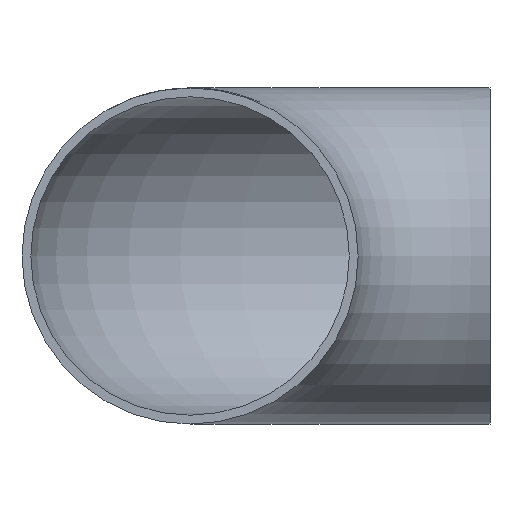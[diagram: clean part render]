
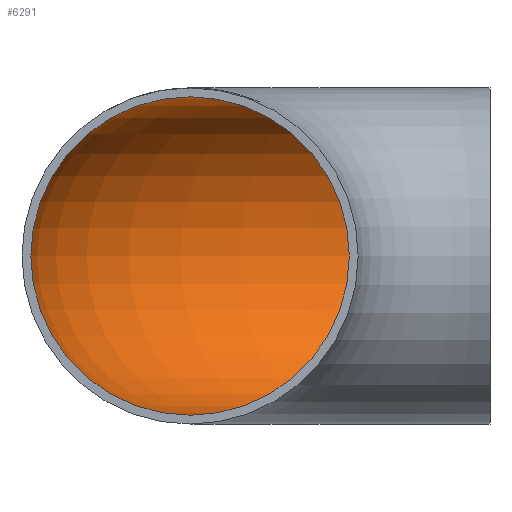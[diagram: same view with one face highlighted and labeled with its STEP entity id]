
A CAD part, front view. The second image highlights one B-rep face of the part: STEP entity #6291.
In plain terms, the highlighted toroidal (fillet/blend) face has major radius 102 mm and minor radius 54.15 mm.
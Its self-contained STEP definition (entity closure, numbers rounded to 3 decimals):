
#1084 = VERTEX_POINT ( 'NONE', #7267 ) ;
#1140 = CARTESIAN_POINT ( 'NONE',  ( -102., 0., 0. ) ) ;
#1500 = EDGE_CURVE ( 'NONE', #1084, #1084, #5848, .T. ) ;
#2187 = EDGE_LOOP ( 'NONE', ( #4103 ) ) ;
#2834 = DIRECTION ( 'NONE',  ( 0., 0., 1. ) ) ;
#3774 = CARTESIAN_POINT ( 'NONE',  ( 0., 102., 0. ) ) ;
#4103 = ORIENTED_EDGE ( 'NONE', *, *, #6551, .T. ) ;
#4355 = AXIS2_PLACEMENT_3D ( 'NONE', #12403, #7517, #6130 ) ;
#5456 = DIRECTION ( 'NONE',  ( 0., 1., 0. ) ) ;
#5848 = CIRCLE ( 'NONE', #12439, 54.15 ) ;
#6130 = DIRECTION ( 'NONE',  ( -1., 0., 0. ) ) ;
#6291 = ADVANCED_FACE ( 'NONE', ( #18689, #17187 ), #13280, .F. ) ;
#6551 = EDGE_CURVE ( 'NONE', #11656, #11656, #18039, .T. ) ;
#7267 = CARTESIAN_POINT ( 'NONE',  ( -102., 0., 54.15 ) ) ;
#7517 = DIRECTION ( 'NONE',  ( 0., 0., -1. ) ) ;
#8975 = CARTESIAN_POINT ( 'NONE',  ( 0., 156.15, 0. ) ) ;
#9477 = AXIS2_PLACEMENT_3D ( 'NONE', #3774, #19092, #5456 ) ;
#9976 = EDGE_LOOP ( 'NONE', ( #14663 ) ) ;
#11656 = VERTEX_POINT ( 'NONE', #8975 ) ;
#12403 = CARTESIAN_POINT ( 'NONE',  ( 0., 0., 0. ) ) ;
#12439 = AXIS2_PLACEMENT_3D ( 'NONE', #1140, #16477, #2834 ) ;
#13280 = TOROIDAL_SURFACE ( 'NONE', #4355, 102., 54.15 ) ;
#14663 = ORIENTED_EDGE ( 'NONE', *, *, #1500, .F. ) ;
#16477 = DIRECTION ( 'NONE',  ( 0., 1., 0. ) ) ;
#17187 = FACE_OUTER_BOUND ( 'NONE', #9976, .T. ) ;
#18039 = CIRCLE ( 'NONE', #9477, 54.15 ) ;
#18689 = FACE_OUTER_BOUND ( 'NONE', #2187, .T. ) ;
#19092 = DIRECTION ( 'NONE',  ( 1., 0., 0. ) ) ;
